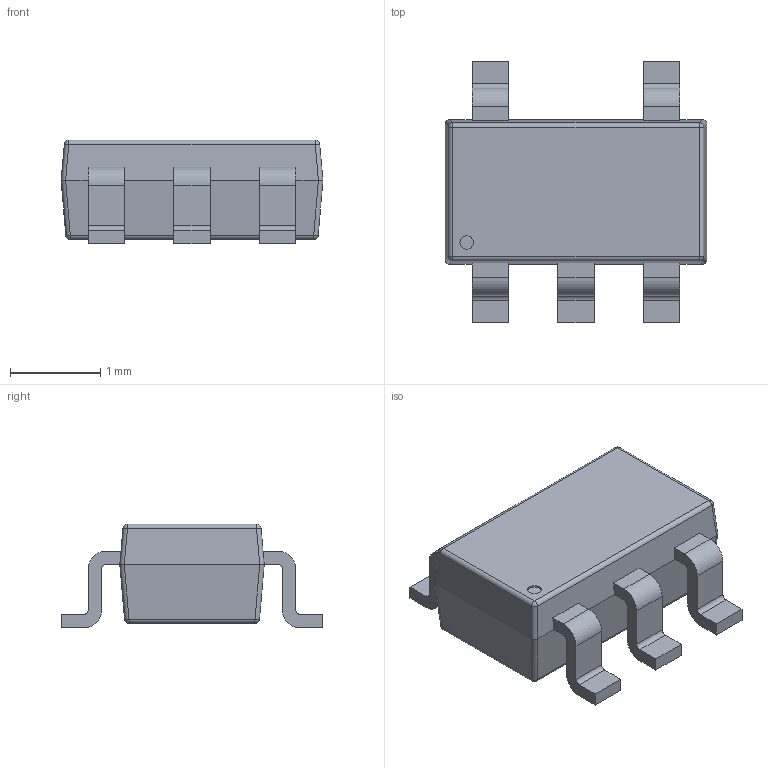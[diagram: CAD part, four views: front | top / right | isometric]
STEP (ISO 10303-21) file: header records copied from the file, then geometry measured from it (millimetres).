
FILE_DESCRIPTION (( 'STEP AP214' ), '1' );
FILE_NAME ('SOT-23-5_L2.9-W1.6-P0.95-LS2.9-BL.STEP', '2022-04-06T10:46:25', ( 'Sky123.Org' ), ( 'Sky123.Org' ), 'SwSTEP 2.0', 'SolidWorks 2017', '' );
FILE_SCHEMA (( 'AUTOMOTIVE_DESIGN' ));
Length unit declared in the file: millimetre
Products named in the file (1): SOT-23-5_L2.9-W1.6-P0.95-LS2.9-BL
Bounding box: 2.9 x 2.9 x 1.15 mm (x, y, z)
Volume: 5.2 mm3; surface area: 24.7 mm2
Topology: 1 solids, 1 shells, 161 faces, 411 edges, 260 vertices
Faces by surface type: plane 101, cylinder 38, bspline 14, sphere 8
Entity records: 6655 total; most frequent: CARTESIAN_POINT 1643, ORIENTED_EDGE 822, DIRECTION 743, EDGE_CURVE 411, LINE 311, VECTOR 311, VERTEX_POINT 260, AXIS2_PLACEMENT_3D 216
